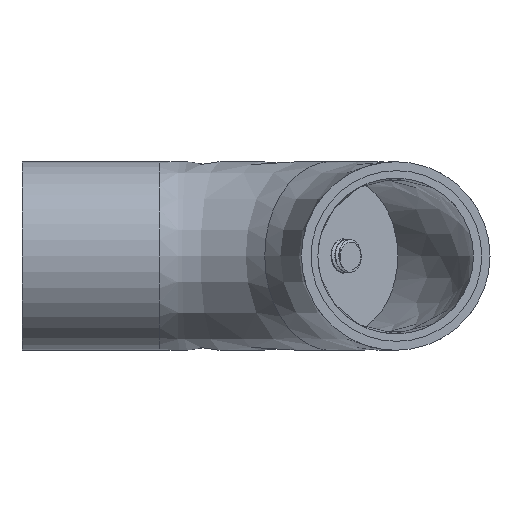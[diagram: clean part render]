
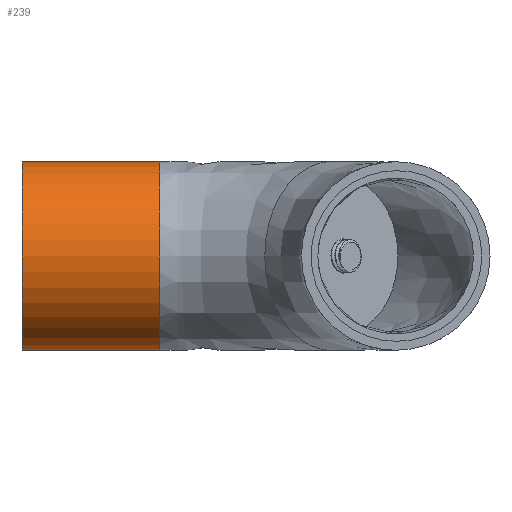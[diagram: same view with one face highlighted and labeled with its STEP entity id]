
A CAD part, front view. The second image highlights one B-rep face of the part: STEP entity #239.
In plain terms, the highlighted cylindrical face has radius 17.123 mm (diameter 34.247 mm), a full revolution.
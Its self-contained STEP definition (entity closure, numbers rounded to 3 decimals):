
#217=CYLINDRICAL_SURFACE('',#877,17.123);
#239=ADVANCED_FACE('',(#324,#325),#217,.T.);
#324=FACE_BOUND('',#362,.T.);
#325=FACE_BOUND('',#363,.T.);
#362=EDGE_LOOP('',(#440));
#363=EDGE_LOOP('',(#441));
#440=ORIENTED_EDGE('',*,*,#729,.F.);
#441=ORIENTED_EDGE('',*,*,#728,.T.);
#657=VERTEX_POINT('',#1192);
#658=VERTEX_POINT('',#1195);
#728=EDGE_CURVE('',#657,#657,#837,.T.);
#729=EDGE_CURVE('',#658,#658,#838,.T.);
#837=CIRCLE('',#874,17.123);
#838=CIRCLE('',#876,17.123);
#874=AXIS2_PLACEMENT_3D('',#1191,#965,#966);
#876=AXIS2_PLACEMENT_3D('',#1194,#969,#970);
#877=AXIS2_PLACEMENT_3D('',#1196,#971,#972);
#965=DIRECTION('',(1.,0.,0.));
#966=DIRECTION('',(0.,1.,0.));
#969=DIRECTION('',(1.,0.,0.));
#970=DIRECTION('',(0.,1.,0.));
#971=DIRECTION('',(-1.,0.,0.));
#972=DIRECTION('',(0.,0.,1.));
#1191=CARTESIAN_POINT('',(-25.,42.877,0.));
#1192=CARTESIAN_POINT('',(-25.,60.,0.));
#1194=CARTESIAN_POINT('',(0.,42.877,0.));
#1195=CARTESIAN_POINT('',(0.,60.,0.));
#1196=CARTESIAN_POINT('',(0.,42.877,0.));
